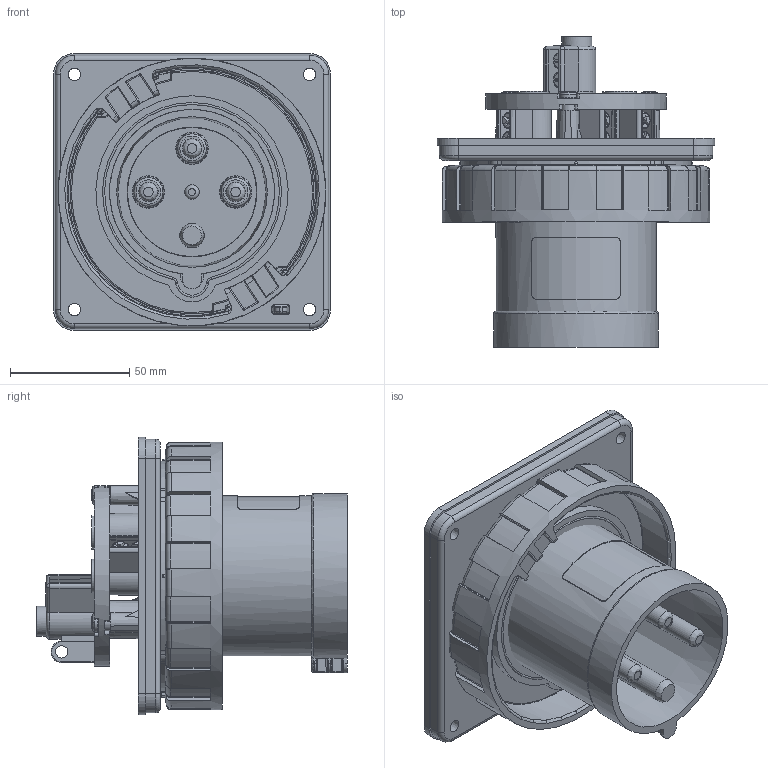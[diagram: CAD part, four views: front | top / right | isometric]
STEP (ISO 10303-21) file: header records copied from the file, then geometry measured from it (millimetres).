
FILE_DESCRIPTION(/* description */ (''),/* implementation_level */ '2;1');
FILE_NAME(/* name */ '4002976.stp',/* time_stamp */ '2019-03-01T09:57:31+01:00',/* author */ (''),/* organization */ (''),/* preprocessor_version */ 'ST-DEVELOPER v16.7',/* originating_system */ 'SIEMENS PLM Software NX 12.0',/* authorisation */ '');
FILE_SCHEMA (('AUTOMOTIVE_DESIGN { 1 0 10303 214 3 1 1 1 }'));
Products named in the file (1): bsom23CC53FBopd8
Bounding box: 116 x 130 x 116 mm (x, y, z)
Volume: 244510.5 mm3; surface area: 206950.7 mm2
Topology: 29 solids, 29 shells, 2558 faces, 6563 edges, 4156 vertices
Faces by surface type: plane 1090, cylinder 649, bspline 367, cone 167, torus 161, extrusion 82, sphere 34, revolution 8
Full cylindrical faces by diameter (mm): 1.4 x3, 2.6 x4, 2.625 x4, 2.7 x1, 2.85 x2, 3 x12, 3.2 x3, 3.5 x6, 3.9 x4, 4 x8, 4.1 x3, 4.14 x8, 4.2 x3, 4.4 x1, 4.5 x3, 4.642 x1, 5 x9, 5.1 x4, 5.2 x2, 6 x2, 6.2 x1, 6.65 x4, 6.8 x3, 7 x8, 7.4 x4, 7.75 x3, 8 x9, 8.2 x3, 10 x5, 10.2 x1
Entity records: 102969 total; most frequent: CARTESIAN_POINT 44642, ORIENTED_EDGE 12312, DIRECTION 11099, EDGE_CURVE 6156, AXIS2_PLACEMENT_3D 4214, VERTEX_POINT 4067, EDGE_LOOP 3066, VECTOR 2663
